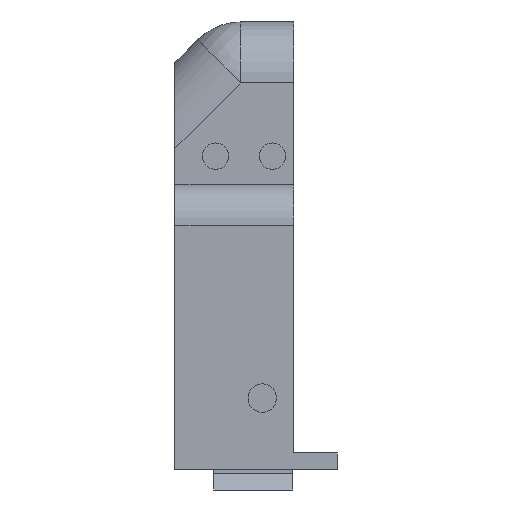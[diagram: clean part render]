
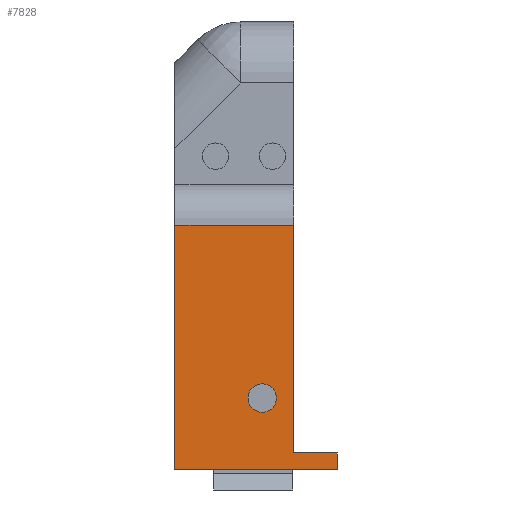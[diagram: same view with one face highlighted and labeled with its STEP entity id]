
A CAD part, left-side view. The second image highlights one B-rep face of the part: STEP entity #7828.
In plain terms, the highlighted planar face has unit normal (-1, 0, 0).
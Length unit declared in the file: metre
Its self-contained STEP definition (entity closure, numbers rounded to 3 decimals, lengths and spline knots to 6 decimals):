
#342=LINE('',#11965,#1086);
#382=LINE('',#12083,#1126);
#477=LINE('',#12333,#1221);
#482=LINE('',#12353,#1226);
#483=LINE('',#12355,#1227);
#484=LINE('',#12357,#1228);
#1086=VECTOR('',#9370,1.);
#1126=VECTOR('',#9462,1.);
#1221=VECTOR('',#9633,1.);
#1226=VECTOR('',#9650,1.);
#1227=VECTOR('',#9653,1.);
#1228=VECTOR('',#9654,1.);
#1707=PLANE('',#8411);
#2463=ORIENTED_EDGE('',*,*,#4703,.F.);
#2464=ORIENTED_EDGE('',*,*,#4508,.F.);
#2465=ORIENTED_EDGE('',*,*,#4704,.F.);
#2466=ORIENTED_EDGE('',*,*,#4705,.T.);
#2467=ORIENTED_EDGE('',*,*,#4693,.T.);
#2468=ORIENTED_EDGE('',*,*,#4568,.T.);
#2469=ORIENTED_EDGE('',*,*,#4706,.F.);
#4508=EDGE_CURVE('',#5632,#5633,#342,.T.);
#4568=EDGE_CURVE('',#5685,#5684,#382,.T.);
#4693=EDGE_CURVE('',#5802,#5685,#477,.T.);
#4703=EDGE_CURVE('',#5633,#5684,#482,.T.);
#4704=EDGE_CURVE('',#5811,#5632,#483,.T.);
#4705=EDGE_CURVE('',#5811,#5802,#484,.T.);
#4706=EDGE_CURVE('',#5812,#5812,#6277,.T.);
#5632=VERTEX_POINT('',#11964);
#5633=VERTEX_POINT('',#11966);
#5684=VERTEX_POINT('',#12082);
#5685=VERTEX_POINT('',#12084);
#5802=VERTEX_POINT('',#12334);
#5811=VERTEX_POINT('',#12356);
#5812=VERTEX_POINT('',#12359);
#6277=CIRCLE('',#8412,0.0035);
#6590=EDGE_LOOP('',(#2463,#2464,#2465,#2466,#2467,#2468));
#6591=EDGE_LOOP('',(#2469));
#7175=FACE_BOUND('',#6590,.T.);
#7176=FACE_BOUND('',#6591,.T.);
#7828=ADVANCED_FACE('',(#7175,#7176),#1707,.T.);
#8411=AXIS2_PLACEMENT_3D('',#12354,#9651,#9652);
#8412=AXIS2_PLACEMENT_3D('',#12358,#9655,#9656);
#9370=DIRECTION('',(0.,-1.,0.));
#9462=DIRECTION('',(0.,-1.,0.));
#9633=DIRECTION('',(0.,0.,-1.));
#9650=DIRECTION('',(0.,0.,-1.));
#9651=DIRECTION('',(-1.,0.,0.));
#9652=DIRECTION('',(0.,0.,-1.));
#9653=DIRECTION('',(0.,0.,-1.));
#9654=DIRECTION('',(0.,1.,0.));
#9655=DIRECTION('',(-1.,0.,0.));
#9656=DIRECTION('',(0.,0.,1.));
#11964=CARTESIAN_POINT('',(-0.07551,-0.01225,0.152659));
#11965=CARTESIAN_POINT('',(-0.07551,-0.00295,0.152659));
#11966=CARTESIAN_POINT('',(-0.07551,-0.0229,0.152659));
#12082=CARTESIAN_POINT('',(-0.07551,-0.0229,0.148659));
#12083=CARTESIAN_POINT('',(-0.07551,-0.00295,0.148659));
#12084=CARTESIAN_POINT('',(-0.07551,0.017,0.148659));
#12333=CARTESIAN_POINT('',(-0.07551,0.017,0.150659));
#12334=CARTESIAN_POINT('',(-0.07551,0.017,0.208659));
#12353=CARTESIAN_POINT('',(-0.07551,-0.0229,0.150659));
#12354=CARTESIAN_POINT('',(-0.07551,-0.00295,0.150659));
#12355=CARTESIAN_POINT('',(-0.07551,-0.01225,0.150659));
#12356=CARTESIAN_POINT('',(-0.07551,-0.01225,0.208659));
#12357=CARTESIAN_POINT('',(-0.07551,-0.017,0.208659));
#12358=CARTESIAN_POINT('',(-0.07551,-0.0045,0.166159));
#12359=CARTESIAN_POINT('',(-0.07551,-0.0045,0.169659));
